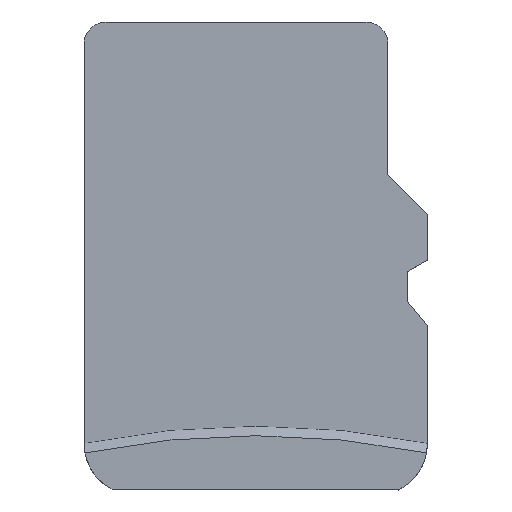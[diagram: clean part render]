
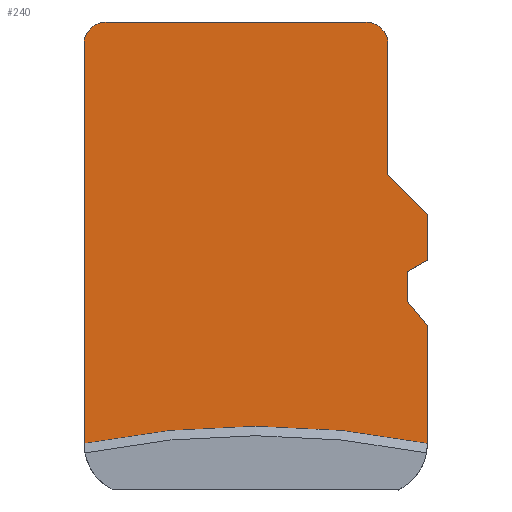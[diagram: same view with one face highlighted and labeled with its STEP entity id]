
A CAD part, top view. The second image highlights one B-rep face of the part: STEP entity #240.
In plain terms, the highlighted planar face has unit normal (0, 0, 1).
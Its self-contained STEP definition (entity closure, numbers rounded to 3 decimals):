
#1 = VERTEX_POINT ( 'NONE', #226 ) ;
#2 = VERTEX_POINT ( 'NONE', #225 ) ;
#3 = ORIENTED_EDGE ( 'NONE', *, *, #4, .T. ) ;
#4 = EDGE_CURVE ( 'NONE', #6, #2, #224, .T. ) ;
#5 = VERTEX_POINT ( 'NONE', #220 ) ;
#6 = VERTEX_POINT ( 'NONE', #219 ) ;
#7 = VERTEX_POINT ( 'NONE', #218 ) ;
#8 = EDGE_CURVE ( 'NONE', #274, #7, #196, .T. ) ;
#9 = ORIENTED_EDGE ( 'NONE', *, *, #10, .F. ) ;
#10 = EDGE_CURVE ( 'Edge7', #5, #7, #191, .T. ) ;
#11 = ORIENTED_EDGE ( 'NONE', *, *, #8, .T. ) ;
#31 = VERTEX_POINT ( 'NONE', #284 ) ;
#32 = VERTEX_POINT ( 'NONE', #283 ) ;
#33 = ORIENTED_EDGE ( 'NONE', *, *, #34, .T. ) ;
#34 = EDGE_CURVE ( 'Edge4', #32, #35, #282, .T. ) ;
#35 = VERTEX_POINT ( 'NONE', #217 ) ;
#36 = ORIENTED_EDGE ( 'NONE', *, *, #37, .F. ) ;
#37 = EDGE_CURVE ( 'Edge6', #38, #35, #216, .T. ) ;
#38 = VERTEX_POINT ( 'NONE', #212 ) ;
#39 = ORIENTED_EDGE ( 'NONE', *, *, #40, .F. ) ;
#40 = EDGE_CURVE ( 'NONE', #41, #38, #211, .T. ) ;
#41 = VERTEX_POINT ( 'NONE', #207 ) ;
#42 = ORIENTED_EDGE ( 'NONE', *, *, #43, .F. ) ;
#43 = EDGE_CURVE ( 'NONE', #6, #41, #205, .T. ) ;
#188 = DIRECTION ( 'NONE',  ( 1., 0., 0. ) ) ;
#189 = VECTOR ( 'NONE', #188, 1000. ) ;
#190 = CARTESIAN_POINT ( 'NONE',  ( 23.96, 24.033, 0.7 ) ) ;
#191 = LINE ( 'NONE', #190, #189 ) ;
#192 = DIRECTION ( 'NONE',  ( 1., 0., 0. ) ) ;
#193 = DIRECTION ( 'NONE',  ( 0., 0., 1. ) ) ;
#194 = CARTESIAN_POINT ( 'NONE',  ( 27.486, 23.328, 0.7 ) ) ;
#195 = AXIS2_PLACEMENT_3D ( 'NONE', #194, #193, #192 ) ;
#196 = CIRCLE ( 'NONE', #195, 0.705 ) ;
#202 = DIRECTION ( 'NONE',  ( 0., -1., 0. ) ) ;
#203 = VECTOR ( 'NONE', #202, 1000. ) ;
#204 = CARTESIAN_POINT ( 'NONE',  ( 28.81, 1.918, 0.7 ) ) ;
#205 = LINE ( 'NONE', #204, #203 ) ;
#207 = CARTESIAN_POINT ( 'NONE',  ( 28.81, 15.087, 0.7 ) ) ;
#208 = DIRECTION ( 'NONE',  ( 0.636, -0.772, 0. ) ) ;
#209 = VECTOR ( 'NONE', #208, 1000. ) ;
#210 = CARTESIAN_POINT ( 'NONE',  ( 33.312, 9.619, 0.7 ) ) ;
#211 = LINE ( 'NONE', #210, #209 ) ;
#212 = CARTESIAN_POINT ( 'NONE',  ( 29.455, 14.303, 0.7 ) ) ;
#213 = DIRECTION ( 'NONE',  ( 0., -1., 0. ) ) ;
#214 = VECTOR ( 'NONE', #213, 1000. ) ;
#215 = CARTESIAN_POINT ( 'NONE',  ( 29.455, 1.918, 0.7 ) ) ;
#216 = LINE ( 'NONE', #215, #214 ) ;
#217 = CARTESIAN_POINT ( 'NONE',  ( 29.455, 10.522, 0.7 ) ) ;
#218 = CARTESIAN_POINT ( 'NONE',  ( 27.483, 24.033, 0.7 ) ) ;
#219 = CARTESIAN_POINT ( 'NONE',  ( 28.81, 16.031, 0.7 ) ) ;
#220 = CARTESIAN_POINT ( 'NONE',  ( 19.153, 24.033, 0.7 ) ) ;
#221 = DIRECTION ( 'NONE',  ( 0.868, 0.496, 0. ) ) ;
#222 = VECTOR ( 'NONE', #221, 1000. ) ;
#223 = CARTESIAN_POINT ( 'NONE',  ( 19.076, 10.475, 0.7 ) ) ;
#224 = LINE ( 'NONE', #223, #222 ) ;
#225 = CARTESIAN_POINT ( 'NONE',  ( 29.466, 16.405, 0.7 ) ) ;
#226 = CARTESIAN_POINT ( 'NONE',  ( 29.466, 17.856, 0.7 ) ) ;
#240 = ADVANCED_FACE ( 'Face4', ( #785 ), #648, .T. ) ;
#241 = EDGE_LOOP ( 'NONE', ( #297, #33, #36, #39, #42, #3, #304, #306, #272, #11, #9, #293 ) ) ;
#270 = EDGE_CURVE ( 'NONE', #271, #1, #647, .T. ) ;
#271 = VERTEX_POINT ( 'NONE', #848 ) ;
#272 = ORIENTED_EDGE ( 'NONE', *, *, #273, .F. ) ;
#273 = EDGE_CURVE ( 'NONE', #274, #271, #847, .T. ) ;
#274 = VERTEX_POINT ( 'NONE', #843 ) ;
#278 = DIRECTION ( 'NONE',  ( 1., 0., 0. ) ) ;
#279 = DIRECTION ( 'NONE',  ( 0., 0., -1. ) ) ;
#280 = CARTESIAN_POINT ( 'NONE',  ( 23.955, -16.67, 0.7 ) ) ;
#281 = AXIS2_PLACEMENT_3D ( 'NONE', #280, #279, #278 ) ;
#282 = CIRCLE ( 'NONE', #281, 27.742 ) ;
#283 = CARTESIAN_POINT ( 'NONE',  ( 18.454, 10.522, 0.7 ) ) ;
#284 = CARTESIAN_POINT ( 'NONE',  ( 18.454, 23.42, 0.7 ) ) ;
#293 = ORIENTED_EDGE ( 'NONE', *, *, #294, .T. ) ;
#294 = EDGE_CURVE ( 'NONE', #5, #31, #837, .T. ) ;
#297 = ORIENTED_EDGE ( 'NONE', *, *, #298, .T. ) ;
#298 = EDGE_CURVE ( 'NONE', #31, #32, #894, .T. ) ;
#304 = ORIENTED_EDGE ( 'NONE', *, *, #305, .F. ) ;
#305 = EDGE_CURVE ( 'NONE', #1, #2, #884, .T. ) ;
#306 = ORIENTED_EDGE ( 'NONE', *, *, #270, .F. ) ;
#643 = DIRECTION ( 'NONE',  ( 1., 0., 0. ) ) ;
#644 = DIRECTION ( 'NONE',  ( 0., 0., 1. ) ) ;
#645 = CARTESIAN_POINT ( 'NONE',  ( 23.96, 1.918, 0.7 ) ) ;
#646 = AXIS2_PLACEMENT_3D ( 'NONE', #645, #644, #643 ) ;
#647 = LINE ( 'NONE', #851, #850 ) ;
#648 = PLANE ( 'NONE',  #646 ) ;
#785 = FACE_OUTER_BOUND ( 'NONE', #241, .T. ) ;
#833 = DIRECTION ( 'NONE',  ( 1., 0., 0. ) ) ;
#834 = DIRECTION ( 'NONE',  ( 0., 0., 1. ) ) ;
#835 = CARTESIAN_POINT ( 'NONE',  ( 19.153, 23.328, 0.7 ) ) ;
#836 = AXIS2_PLACEMENT_3D ( 'NONE', #835, #834, #833 ) ;
#837 = CIRCLE ( 'NONE', #836, 0.705 ) ;
#843 = CARTESIAN_POINT ( 'NONE',  ( 28.185, 23.42, 0.7 ) ) ;
#844 = DIRECTION ( 'NONE',  ( 0., -1., 0. ) ) ;
#845 = VECTOR ( 'NONE', #844, 1000. ) ;
#846 = CARTESIAN_POINT ( 'NONE',  ( 28.185, 1.918, 0.7 ) ) ;
#847 = LINE ( 'NONE', #846, #845 ) ;
#848 = CARTESIAN_POINT ( 'NONE',  ( 28.185, 19.148, 0.7 ) ) ;
#849 = DIRECTION ( 'NONE',  ( 0.704, -0.71, 0. ) ) ;
#850 = VECTOR ( 'NONE', #849, 1000. ) ;
#851 = CARTESIAN_POINT ( 'NONE',  ( 34.704, 12.574, 0.7 ) ) ;
#877 = DIRECTION ( 'NONE',  ( 0., -1., 0. ) ) ;
#878 = VECTOR ( 'NONE', #877, 1000. ) ;
#879 = CARTESIAN_POINT ( 'NONE',  ( 29.466, 1.918, 0.7 ) ) ;
#884 = LINE ( 'NONE', #879, #878 ) ;
#891 = DIRECTION ( 'NONE',  ( 0., -1., 0. ) ) ;
#892 = VECTOR ( 'NONE', #891, 1000. ) ;
#893 = CARTESIAN_POINT ( 'NONE',  ( 18.454, 1.918, 0.7 ) ) ;
#894 = LINE ( 'NONE', #893, #892 ) ;
